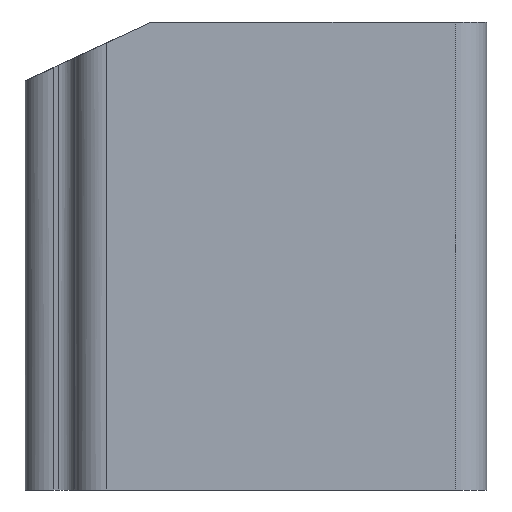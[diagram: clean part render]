
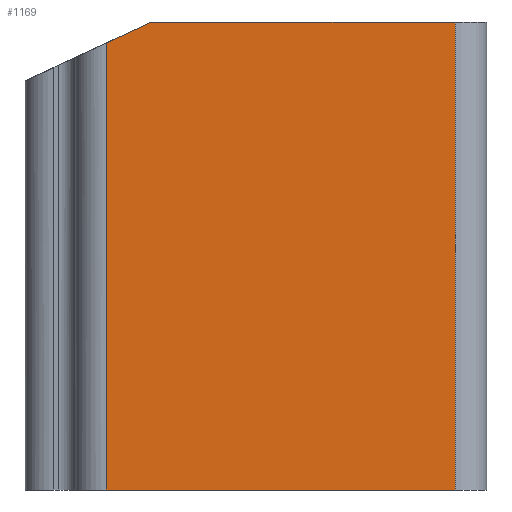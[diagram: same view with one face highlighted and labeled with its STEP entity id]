
A CAD part, left-side view. The second image highlights one B-rep face of the part: STEP entity #1169.
In plain terms, the highlighted planar face has unit normal (-1, 0, 0).
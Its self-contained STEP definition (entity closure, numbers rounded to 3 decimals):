
#1169=ADVANCED_FACE('',(#1952),#1667,.T.);
#1667=PLANE('',#9455);
#1952=FACE_OUTER_BOUND('',#2514,.T.);
#2514=EDGE_LOOP('',(#3770,#3771,#3772,#3773,#3774));
#3770=ORIENTED_EDGE('',*,*,#6752,.T.);
#3771=ORIENTED_EDGE('',*,*,#6416,.F.);
#3772=ORIENTED_EDGE('',*,*,#6850,.T.);
#3773=ORIENTED_EDGE('',*,*,#6500,.F.);
#3774=ORIENTED_EDGE('',*,*,#6851,.T.);
#5623=VERTEX_POINT('',#13344);
#5624=VERTEX_POINT('',#13346);
#5697=VERTEX_POINT('',#13536);
#5698=VERTEX_POINT('',#13538);
#5862=VERTEX_POINT('',#14141);
#6416=EDGE_CURVE('',#5623,#5624,#7710,.T.);
#6500=EDGE_CURVE('',#5697,#5698,#7760,.T.);
#6752=EDGE_CURVE('',#5862,#5624,#7920,.T.);
#6850=EDGE_CURVE('',#5623,#5698,#7979,.T.);
#6851=EDGE_CURVE('',#5697,#5862,#7980,.T.);
#7710=LINE('',#13345,#8468);
#7760=LINE('',#13537,#8518);
#7920=LINE('',#14143,#8678);
#7979=LINE('',#14442,#8737);
#7980=LINE('',#14444,#8738);
#8468=VECTOR('',#10380,1.);
#8518=VECTOR('',#10514,1.);
#8678=VECTOR('',#11012,1.);
#8737=VECTOR('',#11199,1.);
#8738=VECTOR('',#11202,1.);
#9455=AXIS2_PLACEMENT_3D('',#14445,#11203,#11204);
#10380=DIRECTION('',(0.,1.,0.));
#10514=DIRECTION('',(0.,-1.,0.));
#11012=DIRECTION('',(0.,0.,-1.));
#11199=DIRECTION('',(0.,0.,1.));
#11202=DIRECTION('',(0.,0.906,-0.423));
#11203=DIRECTION('',(-1.,0.,0.));
#11204=DIRECTION('',(0.,1.,0.));
#13344=CARTESIAN_POINT('',(-3.743,-2.95,0.));
#13345=CARTESIAN_POINT('',(-3.743,-4.35,0.));
#13346=CARTESIAN_POINT('',(-3.743,12.56,0.));
#13536=CARTESIAN_POINT('',(-3.743,10.555,20.8));
#13537=CARTESIAN_POINT('',(-3.743,-4.35,20.8));
#13538=CARTESIAN_POINT('',(-3.743,-2.95,20.8));
#14141=CARTESIAN_POINT('',(-3.743,12.56,19.865));
#14143=CARTESIAN_POINT('',(-3.743,12.56,20.8));
#14442=CARTESIAN_POINT('',(-3.743,-2.95,20.8));
#14444=CARTESIAN_POINT('',(-3.743,-1.688,26.509));
#14445=CARTESIAN_POINT('',(-3.743,-4.35,20.8));
